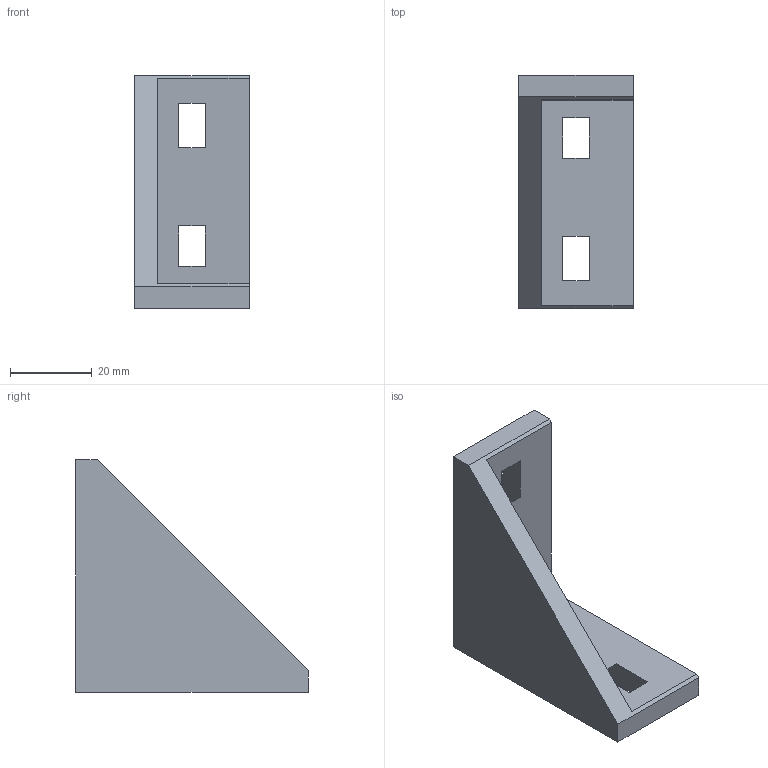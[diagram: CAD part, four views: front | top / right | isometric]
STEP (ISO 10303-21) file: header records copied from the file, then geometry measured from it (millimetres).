
FILE_DESCRIPTION(('STEP AP214'),'1');
FILE_NAME('cctmp_32C2CE15-C7CC-49DF-9ADE-22F3F49D07F1_2020_2_11_17_16_10_103..stp','2020-02-11T16:16:10',('Bosch Rexroth AG'),('CADClick - www.CADClick.com'),'Spatial InterOp 3D',' ','unknown authorization - (Healing Option Enabled)');
FILE_SCHEMA(('AUTOMOTIVE_DESIGN'));
Length unit declared in the file: millimetre
Products named in the file (1): 2020_02_11__17-16-10-102
Bounding box: 28 x 57 x 57 mm (x, y, z)
Volume: 23021.7 mm3; surface area: 10353.8 mm2
Topology: 1 solids, 1 shells, 26 faces, 72 edges, 48 vertices
Faces by surface type: plane 26
Entity records: 1064 total; most frequent: CARTESIAN_POINT 147, ORIENTED_EDGE 144, DIRECTION 126, EDGE_CURVE 72, LINE 72, VECTOR 72, VERTEX_POINT 48, EDGE_LOOP 34
